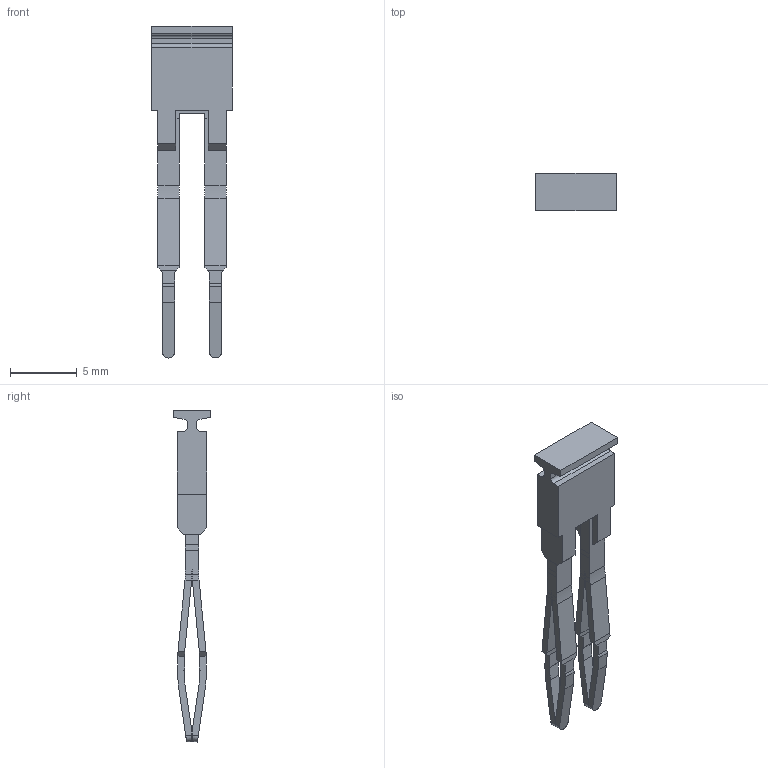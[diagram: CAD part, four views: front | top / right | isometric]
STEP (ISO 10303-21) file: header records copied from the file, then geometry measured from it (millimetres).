
FILE_DESCRIPTION(('CATIA V5R22 STEP214','CAx-IF Rec.Pracs.--- Model Styling and Organization---1.4--- 2014-01-23'),'2;1');
FILE_NAME ('021148-5_0', '2021-06-23T14:55:20+00:00', ('Weidmueller Interface'), ('Weidmueller'), 'CATIA Version 5-6 Release 2016 SP3 HF44', 'CATIA V5 STEP AP214', 'none');
FILE_SCHEMA(('AUTOMOTIVE_DESIGN { 1 0 10303 214 1 1 1 1 }'));
Length unit declared in the file: millimetre
Products named in the file (1): 1776120000
Bounding box: 6 x 2.8 x 24.8 mm (x, y, z)
Volume: 136.6 mm3; surface area: 419 mm2
Topology: 2 solids, 2 shells, 154 faces, 458 edges, 308 vertices
Faces by surface type: plane 110, cylinder 44
Entity records: 5088 total; most frequent: CARTESIAN_POINT 1312, ORIENTED_EDGE 916, DIRECTION 564, EDGE_CURVE 458, VECTOR 322, LINE 322, VERTEX_POINT 308, AXIS2_PLACEMENT_3D 158
